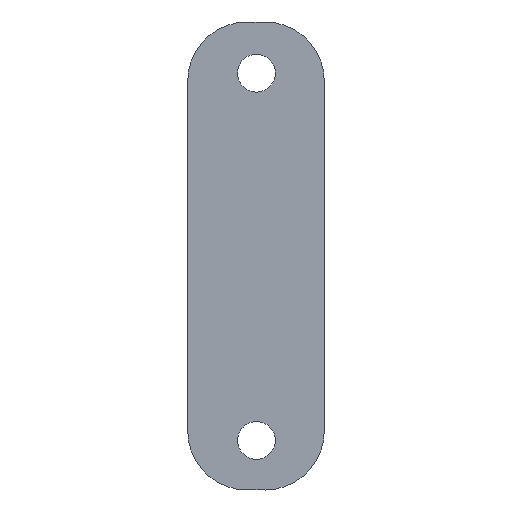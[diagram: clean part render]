
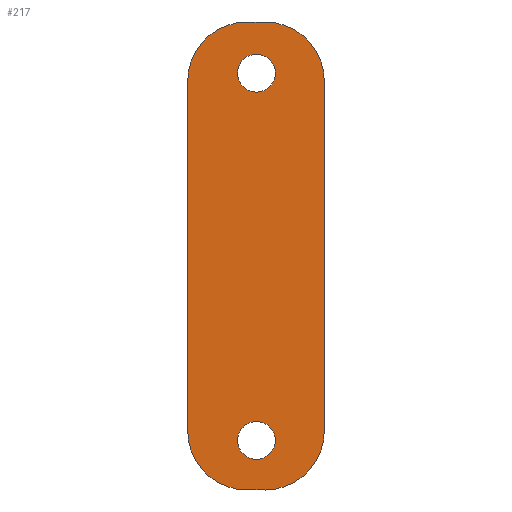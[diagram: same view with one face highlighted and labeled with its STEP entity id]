
A CAD part, left-side view. The second image highlights one B-rep face of the part: STEP entity #217.
In plain terms, the highlighted planar face has unit normal (-1, 0, 0).
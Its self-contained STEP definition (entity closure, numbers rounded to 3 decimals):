
#21=FACE_BOUND('',#38,.T.);
#22=FACE_BOUND('',#39,.T.);
#25=FACE_OUTER_BOUND('',#37,.T.);
#37=EDGE_LOOP('',(#151,#152,#153,#154,#155,#156,#157,#158));
#38=EDGE_LOOP('',(#159));
#39=EDGE_LOOP('',(#160));
#53=LINE('',#341,#71);
#54=LINE('',#345,#72);
#55=LINE('',#349,#73);
#56=LINE('',#352,#74);
#71=VECTOR('',#273,10.);
#72=VECTOR('',#276,10.);
#73=VECTOR('',#279,10.);
#74=VECTOR('',#282,10.);
#89=CIRCLE('',#244,5.);
#90=CIRCLE('',#245,5.);
#91=CIRCLE('',#246,5.);
#92=CIRCLE('',#247,5.);
#93=CIRCLE('',#248,1.6);
#94=CIRCLE('',#249,1.6);
#101=VERTEX_POINT('',#337);
#102=VERTEX_POINT('',#338);
#103=VERTEX_POINT('',#340);
#104=VERTEX_POINT('',#342);
#105=VERTEX_POINT('',#344);
#106=VERTEX_POINT('',#346);
#107=VERTEX_POINT('',#348);
#108=VERTEX_POINT('',#350);
#109=VERTEX_POINT('',#353);
#110=VERTEX_POINT('',#355);
#121=EDGE_CURVE('',#101,#102,#89,.T.);
#122=EDGE_CURVE('',#101,#103,#53,.T.);
#123=EDGE_CURVE('',#104,#103,#90,.T.);
#124=EDGE_CURVE('',#104,#105,#54,.T.);
#125=EDGE_CURVE('',#106,#105,#91,.T.);
#126=EDGE_CURVE('',#106,#107,#55,.T.);
#127=EDGE_CURVE('',#108,#107,#92,.T.);
#128=EDGE_CURVE('',#108,#102,#56,.T.);
#129=EDGE_CURVE('',#109,#109,#93,.T.);
#130=EDGE_CURVE('',#110,#110,#94,.T.);
#151=ORIENTED_EDGE('',*,*,#121,.F.);
#152=ORIENTED_EDGE('',*,*,#122,.T.);
#153=ORIENTED_EDGE('',*,*,#123,.F.);
#154=ORIENTED_EDGE('',*,*,#124,.T.);
#155=ORIENTED_EDGE('',*,*,#125,.F.);
#156=ORIENTED_EDGE('',*,*,#126,.T.);
#157=ORIENTED_EDGE('',*,*,#127,.F.);
#158=ORIENTED_EDGE('',*,*,#128,.T.);
#159=ORIENTED_EDGE('',*,*,#129,.F.);
#160=ORIENTED_EDGE('',*,*,#130,.F.);
#211=PLANE('',#243);
#217=ADVANCED_FACE('',(#25,#21,#22),#211,.T.);
#243=AXIS2_PLACEMENT_3D('',#336,#269,#270);
#244=AXIS2_PLACEMENT_3D('',#339,#271,#272);
#245=AXIS2_PLACEMENT_3D('',#343,#274,#275);
#246=AXIS2_PLACEMENT_3D('',#347,#277,#278);
#247=AXIS2_PLACEMENT_3D('',#351,#280,#281);
#248=AXIS2_PLACEMENT_3D('',#354,#283,#284);
#249=AXIS2_PLACEMENT_3D('',#356,#285,#286);
#269=DIRECTION('center_axis',(-1.,0.,0.));
#270=DIRECTION('ref_axis',(0.,0.,1.));
#271=DIRECTION('center_axis',(1.,0.,0.));
#272=DIRECTION('ref_axis',(0.,-0.707,0.707));
#273=DIRECTION('',(0.,1.,0.));
#274=DIRECTION('center_axis',(1.,0.,0.));
#275=DIRECTION('ref_axis',(0.,0.707,0.707));
#276=DIRECTION('',(0.,0.,-1.));
#277=DIRECTION('center_axis',(1.,0.,0.));
#278=DIRECTION('ref_axis',(0.,0.707,-0.707));
#279=DIRECTION('',(0.,-1.,0.));
#280=DIRECTION('center_axis',(1.,0.,0.));
#281=DIRECTION('ref_axis',(0.,-0.707,-0.707));
#282=DIRECTION('',(0.,0.,1.));
#283=DIRECTION('center_axis',(-1.,0.,0.));
#284=DIRECTION('ref_axis',(0.,0.,1.));
#285=DIRECTION('center_axis',(-1.,0.,0.));
#286=DIRECTION('ref_axis',(0.,0.,1.));
#336=CARTESIAN_POINT('Origin',(2.287,-4.801,465.627));
#337=CARTESIAN_POINT('',(2.287,5.74,485.355));
#338=CARTESIAN_POINT('',(2.287,0.74,480.355));
#339=CARTESIAN_POINT('Origin',(2.287,5.74,480.355));
#340=CARTESIAN_POINT('',(2.287,7.27,485.355));
#341=CARTESIAN_POINT('',(2.287,-2.836,485.355));
#342=CARTESIAN_POINT('',(2.287,12.27,480.355));
#343=CARTESIAN_POINT('Origin',(2.287,7.27,480.355));
#344=CARTESIAN_POINT('',(2.287,12.27,450.855));
#345=CARTESIAN_POINT('',(2.287,12.27,470.672));
#346=CARTESIAN_POINT('',(2.287,7.27,445.855));
#347=CARTESIAN_POINT('Origin',(2.287,7.27,450.855));
#348=CARTESIAN_POINT('',(2.287,5.74,445.855));
#349=CARTESIAN_POINT('',(2.287,6.384,445.855));
#350=CARTESIAN_POINT('',(2.287,0.74,450.855));
#351=CARTESIAN_POINT('Origin',(2.287,5.74,450.855));
#352=CARTESIAN_POINT('',(2.287,0.74,452.405));
#353=CARTESIAN_POINT('',(2.287,6.469,448.438));
#354=CARTESIAN_POINT('Origin',(2.287,6.469,450.038));
#355=CARTESIAN_POINT('',(2.287,6.469,479.438));
#356=CARTESIAN_POINT('Origin',(2.287,6.469,481.038));
